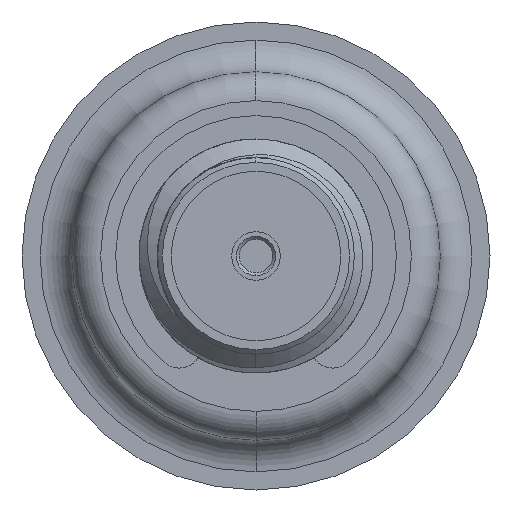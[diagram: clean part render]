
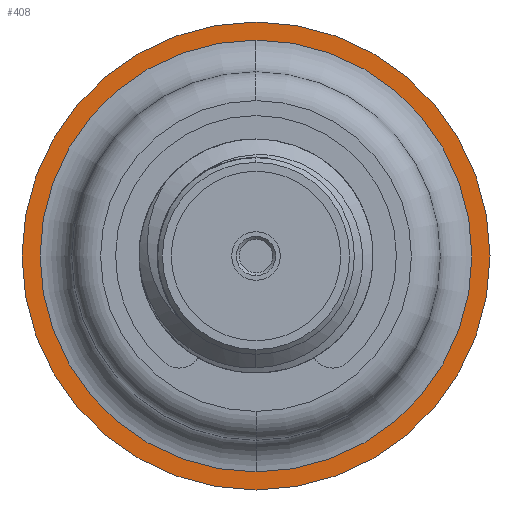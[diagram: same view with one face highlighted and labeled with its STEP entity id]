
A CAD part, left-side view. The second image highlights one B-rep face of the part: STEP entity #408.
In plain terms, the highlighted planar face has unit normal (-1, 0, 0).
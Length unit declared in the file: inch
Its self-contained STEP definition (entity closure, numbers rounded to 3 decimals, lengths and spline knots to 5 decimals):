
#103 = DIRECTION ( 'NONE',  ( 1., 0., 0. ) ) ;
#176 = DIRECTION ( 'NONE',  ( 1., 0., 0. ) ) ;
#408 = ADVANCED_FACE ( 'NONE', ( #6732, #6794 ), #1956, .T. ) ;
#689 = EDGE_LOOP ( 'NONE', ( #1381, #4629 ) ) ;
#908 = CIRCLE ( 'NONE', #10405, 0.23072 ) ;
#1166 = AXIS2_PLACEMENT_3D ( 'NONE', #8853, #176, #3589 ) ;
#1361 = CARTESIAN_POINT ( 'NONE',  ( 0.71362, 0., -0.25 ) ) ;
#1381 = ORIENTED_EDGE ( 'NONE', *, *, #5017, .T. ) ;
#1956 = PLANE ( 'NONE',  #8059 ) ;
#2442 = EDGE_CURVE ( 'NONE', #4891, #6809, #6648, .T. ) ;
#2509 = CIRCLE ( 'NONE', #4345, 0.25 ) ;
#3589 = DIRECTION ( 'NONE',  ( 0., 0., -1. ) ) ;
#3596 = DIRECTION ( 'NONE',  ( 1., 0., 0. ) ) ;
#3620 = DIRECTION ( 'NONE',  ( 0., 0., 1. ) ) ;
#3881 = EDGE_CURVE ( 'NONE', #5512, #10463, #7804, .T. ) ;
#3900 = CARTESIAN_POINT ( 'NONE',  ( 0.71362, 0., 0. ) ) ;
#4345 = AXIS2_PLACEMENT_3D ( 'NONE', #4611, #3596, #8422 ) ;
#4611 = CARTESIAN_POINT ( 'NONE',  ( 0.71362, 0., 0. ) ) ;
#4629 = ORIENTED_EDGE ( 'NONE', *, *, #2442, .T. ) ;
#4794 = EDGE_CURVE ( 'NONE', #10463, #5512, #2509, .T. ) ;
#4891 = VERTEX_POINT ( 'NONE', #4994 ) ;
#4994 = CARTESIAN_POINT ( 'NONE',  ( 0.71362, 0., 0.23072 ) ) ;
#5017 = EDGE_CURVE ( 'NONE', #6809, #4891, #908, .T. ) ;
#5269 = ORIENTED_EDGE ( 'NONE', *, *, #4794, .F. ) ;
#5512 = VERTEX_POINT ( 'NONE', #1361 ) ;
#5663 = CARTESIAN_POINT ( 'NONE',  ( 0.71362, 0., -0.23072 ) ) ;
#5884 = DIRECTION ( 'NONE',  ( 0., 0., -1. ) ) ;
#6073 = CARTESIAN_POINT ( 'NONE',  ( 0.71362, 0., 0. ) ) ;
#6648 = CIRCLE ( 'NONE', #1166, 0.23072 ) ;
#6732 = FACE_BOUND ( 'NONE', #689, .T. ) ;
#6766 = AXIS2_PLACEMENT_3D ( 'NONE', #3900, #103, #5884 ) ;
#6794 = FACE_OUTER_BOUND ( 'NONE', #11301, .T. ) ;
#6809 = VERTEX_POINT ( 'NONE', #5663 ) ;
#7804 = CIRCLE ( 'NONE', #6766, 0.25 ) ;
#8059 = AXIS2_PLACEMENT_3D ( 'NONE', #10561, #9615, #3620 ) ;
#8422 = DIRECTION ( 'NONE',  ( 0., 0., -1. ) ) ;
#8743 = ORIENTED_EDGE ( 'NONE', *, *, #3881, .F. ) ;
#8853 = CARTESIAN_POINT ( 'NONE',  ( 0.71362, 0., 0. ) ) ;
#8908 = DIRECTION ( 'NONE',  ( 1., 0., 0. ) ) ;
#9615 = DIRECTION ( 'NONE',  ( -1., 0., 0. ) ) ;
#9686 = CARTESIAN_POINT ( 'NONE',  ( 0.71362, 0., 0.25 ) ) ;
#9973 = DIRECTION ( 'NONE',  ( 0., 0., -1. ) ) ;
#10405 = AXIS2_PLACEMENT_3D ( 'NONE', #6073, #8908, #9973 ) ;
#10463 = VERTEX_POINT ( 'NONE', #9686 ) ;
#10561 = CARTESIAN_POINT ( 'NONE',  ( 0.71362, 0.23072, 0. ) ) ;
#11301 = EDGE_LOOP ( 'NONE', ( #8743, #5269 ) ) ;
